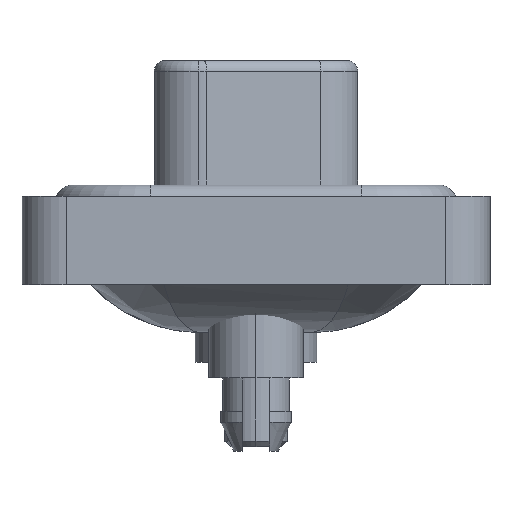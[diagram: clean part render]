
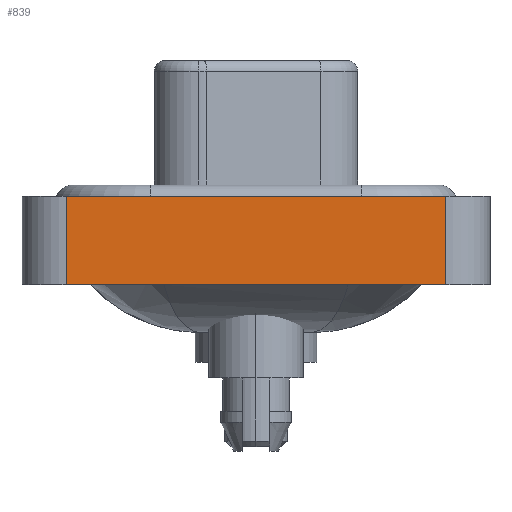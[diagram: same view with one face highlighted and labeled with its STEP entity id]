
A CAD part, left-side view. The second image highlights one B-rep face of the part: STEP entity #839.
In plain terms, the highlighted planar face has unit normal (-1, 0, 0).
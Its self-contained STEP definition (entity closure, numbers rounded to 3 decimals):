
#747 = DIRECTION ( 'NONE',  ( 0., -1., 0. ) ) ;
#839 = ADVANCED_FACE ( 'NONE', ( #6318 ), #9048, .T. ) ;
#1028 = LINE ( 'NONE', #15434, #7247 ) ;
#1206 = EDGE_CURVE ( 'NONE', #17543, #7477, #3374, .T. ) ;
#1417 = CARTESIAN_POINT ( 'NONE',  ( -7.25, 8.55, 0.4 ) ) ;
#1879 = DIRECTION ( 'NONE',  ( -1., 0., 0. ) ) ;
#2404 = CARTESIAN_POINT ( 'NONE',  ( -7.25, -8.55, -3.6 ) ) ;
#3374 = LINE ( 'NONE', #2404, #12710 ) ;
#3454 = CARTESIAN_POINT ( 'NONE',  ( -7.25, 8.55, -3.6 ) ) ;
#3760 = CARTESIAN_POINT ( 'NONE',  ( -7.25, -8.55, -3.6 ) ) ;
#3771 = CARTESIAN_POINT ( 'NONE',  ( -7.25, 8.55, -3.6 ) ) ;
#4095 = ORIENTED_EDGE ( 'NONE', *, *, #6350, .T. ) ;
#4693 = DIRECTION ( 'NONE',  ( 0., 0., 1. ) ) ;
#4807 = ORIENTED_EDGE ( 'NONE', *, *, #15066, .F. ) ;
#5269 = LINE ( 'NONE', #3760, #18400 ) ;
#6318 = FACE_OUTER_BOUND ( 'NONE', #7230, .T. ) ;
#6350 = EDGE_CURVE ( 'NONE', #13575, #17543, #5269, .T. ) ;
#6509 = ORIENTED_EDGE ( 'NONE', *, *, #12768, .F. ) ;
#6726 = CARTESIAN_POINT ( 'NONE',  ( -7.25, -8.55, 0.4 ) ) ;
#7230 = EDGE_LOOP ( 'NONE', ( #8785, #6509, #4807, #4095 ) ) ;
#7247 = VECTOR ( 'NONE', #747, 1000. ) ;
#7477 = VERTEX_POINT ( 'NONE', #6726 ) ;
#8785 = ORIENTED_EDGE ( 'NONE', *, *, #1206, .T. ) ;
#8811 = AXIS2_PLACEMENT_3D ( 'NONE', #10831, #1879, #12147 ) ;
#9048 = PLANE ( 'NONE',  #8811 ) ;
#10831 = CARTESIAN_POINT ( 'NONE',  ( -7.25, -8.55, -3.6 ) ) ;
#10899 = DIRECTION ( 'NONE',  ( 0., -1., 0. ) ) ;
#12147 = DIRECTION ( 'NONE',  ( 0., 0., 1. ) ) ;
#12710 = VECTOR ( 'NONE', #4693, 1000. ) ;
#12768 = EDGE_CURVE ( 'NONE', #17875, #7477, #1028, .T. ) ;
#12901 = CARTESIAN_POINT ( 'NONE',  ( -7.25, -8.55, -3.6 ) ) ;
#13575 = VERTEX_POINT ( 'NONE', #3454 ) ;
#13631 = LINE ( 'NONE', #3771, #14069 ) ;
#14069 = VECTOR ( 'NONE', #17974, 1000. ) ;
#15066 = EDGE_CURVE ( 'NONE', #13575, #17875, #13631, .T. ) ;
#15434 = CARTESIAN_POINT ( 'NONE',  ( -7.25, -8.55, 0.4 ) ) ;
#17543 = VERTEX_POINT ( 'NONE', #12901 ) ;
#17875 = VERTEX_POINT ( 'NONE', #1417 ) ;
#17974 = DIRECTION ( 'NONE',  ( 0., 0., 1. ) ) ;
#18400 = VECTOR ( 'NONE', #10899, 1000. ) ;
